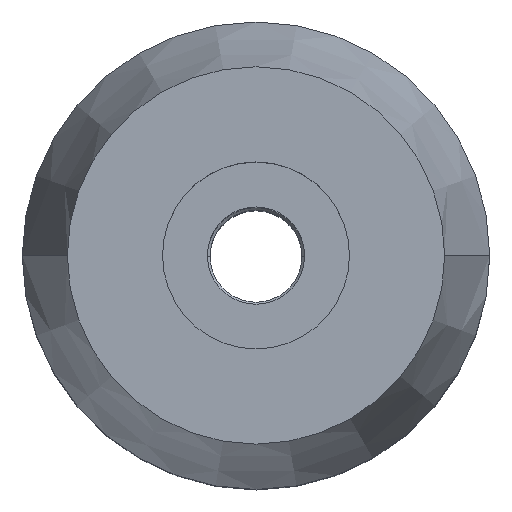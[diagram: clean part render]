
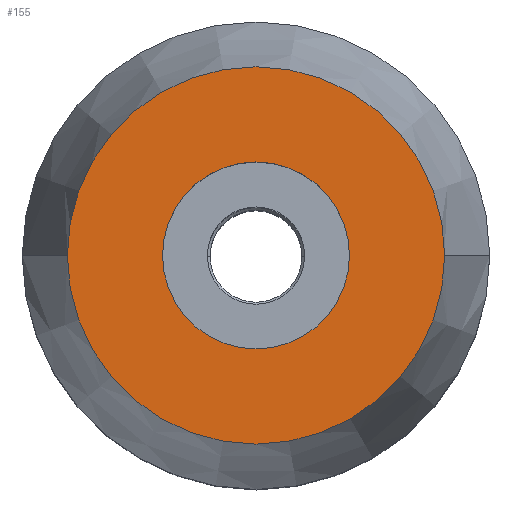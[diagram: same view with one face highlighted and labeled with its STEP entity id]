
A CAD part, top view. The second image highlights one B-rep face of the part: STEP entity #155.
In plain terms, the highlighted planar face has unit normal (0, 0, 1).
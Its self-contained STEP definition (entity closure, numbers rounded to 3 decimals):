
#143=EDGE_CURVE('',#311,#145,#358,.T.);
#145=VERTEX_POINT('',#360);
#149=EDGE_CURVE('',#145,#311,#364,.T.);
#155=ADVANCED_FACE('',(#371,#372),#373,.T.);
#167=EDGE_CURVE('',#191,#265,#386,.T.);
#187=EDGE_CURVE('',#265,#191,#410,.T.);
#191=VERTEX_POINT('',#414);
#265=VERTEX_POINT('',#498);
#311=VERTEX_POINT('',#549);
#358=CIRCLE('',#595,10.088);
#360=CARTESIAN_POINT('',(10.088,0.,25.0));
#364=CIRCLE('',#603,10.088);
#371=FACE_BOUND('',#611,.T.);
#372=FACE_OUTER_BOUND('',#612,.T.);
#373=PLANE('',#613);
#386=CIRCLE('',#631,5.0);
#410=CIRCLE('',#658,5.0);
#414=CARTESIAN_POINT('',(5.0,0.0,25.0));
#498=CARTESIAN_POINT('',(-5.0,0.,25.0));
#549=CARTESIAN_POINT('',(-10.088,0.,25.0));
#595=AXIS2_PLACEMENT_3D('',#882,#883,#884);
#603=AXIS2_PLACEMENT_3D('',#888,#889,#890);
#611=EDGE_LOOP('',(#903,#904));
#612=EDGE_LOOP('',(#905,#906));
#613=AXIS2_PLACEMENT_3D('',#907,#908,#909);
#631=AXIS2_PLACEMENT_3D('',#920,#921,#922);
#658=AXIS2_PLACEMENT_3D('',#953,#954,#955);
#882=CARTESIAN_POINT('',(0.,0.,25.0));
#883=DIRECTION('',(0.,0.,1.0));
#884=DIRECTION('',(-1.0,0.,-0.0));
#888=CARTESIAN_POINT('',(0.,0.,25.0));
#889=DIRECTION('',(0.,0.,1.0));
#890=DIRECTION('',(-1.0,0.,-0.0));
#903=ORIENTED_EDGE('',*,*,#167,.T.);
#904=ORIENTED_EDGE('',*,*,#187,.T.);
#905=ORIENTED_EDGE('',*,*,#143,.T.);
#906=ORIENTED_EDGE('',*,*,#149,.T.);
#907=CARTESIAN_POINT('',(-5.044,0.,25.0));
#908=DIRECTION('',(0.,0.,1.0));
#909=DIRECTION('',(-1.0,0.,0.));
#920=CARTESIAN_POINT('',(0.0,0.0,25.0));
#921=DIRECTION('',(0.,0.,-1.0));
#922=DIRECTION('',(1.0,0.,0.));
#953=CARTESIAN_POINT('',(0.0,0.0,25.0));
#954=DIRECTION('',(0.,0.,-1.0));
#955=DIRECTION('',(1.0,0.,0.));
